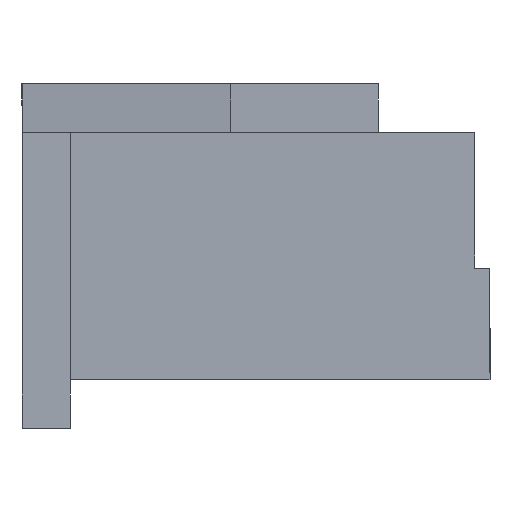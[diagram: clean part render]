
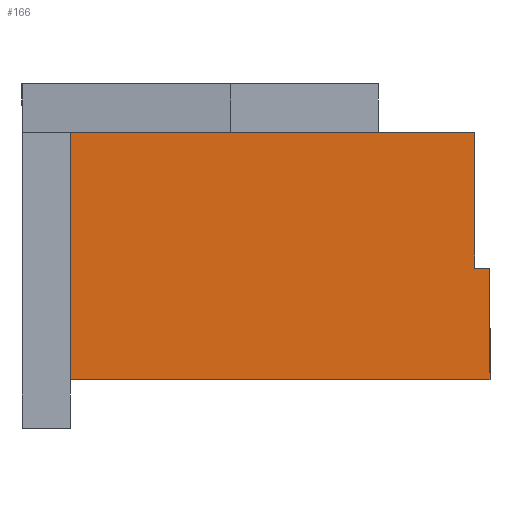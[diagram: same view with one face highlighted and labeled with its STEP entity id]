
A CAD part, left-side view. The second image highlights one B-rep face of the part: STEP entity #166.
In plain terms, the highlighted planar face has unit normal (-1, 0, 0).
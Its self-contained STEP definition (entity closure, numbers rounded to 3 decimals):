
#45 = EDGE_CURVE ( 'NONE', #635, #47, #911, .T. ) ;
#46 = EDGE_CURVE ( 'NONE', #48, #47, #971, .T. ) ;
#47 = VERTEX_POINT ( 'NONE', #967 ) ;
#48 = VERTEX_POINT ( 'NONE', #966 ) ;
#50 = ORIENTED_EDGE ( 'NONE', *, *, #46, .F. ) ;
#52 = VERTEX_POINT ( 'NONE', #961 ) ;
#53 = ORIENTED_EDGE ( 'NONE', *, *, #58, .F. ) ;
#54 = EDGE_CURVE ( 'NONE', #638, #61, #960, .T. ) ;
#57 = ORIENTED_EDGE ( 'NONE', *, *, #45, .T. ) ;
#58 = EDGE_CURVE ( 'NONE', #61, #52, #955, .T. ) ;
#61 = VERTEX_POINT ( 'NONE', #942 ) ;
#63 = ORIENTED_EDGE ( 'NONE', *, *, #54, .F. ) ;
#64 = ORIENTED_EDGE ( 'NONE', *, *, #637, .T. ) ;
#162 = ORIENTED_EDGE ( 'NONE', *, *, #164, .F. ) ;
#164 = EDGE_CURVE ( 'NONE', #52, #48, #1120, .T. ) ;
#165 = EDGE_LOOP ( 'NONE', ( #162, #53, #63, #64, #57, #50 ) ) ;
#166 = ADVANCED_FACE ( 'NONE', ( #1111 ), #1110, .T. ) ;
#635 = VERTEX_POINT ( 'NONE', #1851 ) ;
#637 = EDGE_CURVE ( 'NONE', #638, #635, #1850, .T. ) ;
#638 = VERTEX_POINT ( 'NONE', #1846 ) ;
#908 = DIRECTION ( 'NONE',  ( 0., 0., 1. ) ) ;
#909 = VECTOR ( 'NONE', #908, 1000. ) ;
#910 = CARTESIAN_POINT ( 'NONE',  ( -4.1, -3.875, 0.8 ) ) ;
#911 = LINE ( 'NONE', #910, #909 ) ;
#942 = CARTESIAN_POINT ( 'NONE',  ( -4.1, 3.075, 4.9 ) ) ;
#952 = DIRECTION ( 'NONE',  ( 0., -1., 0. ) ) ;
#953 = VECTOR ( 'NONE', #952, 1000. ) ;
#954 = CARTESIAN_POINT ( 'NONE',  ( -4.1, 3.875, 4.9 ) ) ;
#955 = LINE ( 'NONE', #954, #953 ) ;
#957 = DIRECTION ( 'NONE',  ( 0., 0., 1. ) ) ;
#958 = VECTOR ( 'NONE', #957, 1000. ) ;
#959 = CARTESIAN_POINT ( 'NONE',  ( -4.1, 3.075, 0.8 ) ) ;
#960 = LINE ( 'NONE', #959, #958 ) ;
#961 = CARTESIAN_POINT ( 'NONE',  ( -4.1, -3.625, 4.9 ) ) ;
#966 = CARTESIAN_POINT ( 'NONE',  ( -4.1, -3.625, 2.65 ) ) ;
#967 = CARTESIAN_POINT ( 'NONE',  ( -4.1, -3.875, 2.65 ) ) ;
#968 = DIRECTION ( 'NONE',  ( 0., -1., 0. ) ) ;
#969 = VECTOR ( 'NONE', #968, 1000. ) ;
#970 = CARTESIAN_POINT ( 'NONE',  ( -4.1, 3.875, 2.65 ) ) ;
#971 = LINE ( 'NONE', #970, #969 ) ;
#1106 = DIRECTION ( 'NONE',  ( 0., 0., 1. ) ) ;
#1107 = DIRECTION ( 'NONE',  ( -1., 0., 0. ) ) ;
#1108 = CARTESIAN_POINT ( 'NONE',  ( -4.1, 3.875, 0.8 ) ) ;
#1109 = AXIS2_PLACEMENT_3D ( 'NONE', #1108, #1107, #1106 ) ;
#1110 = PLANE ( 'NONE',  #1109 ) ;
#1111 = FACE_OUTER_BOUND ( 'NONE', #165, .T. ) ;
#1112 = DIRECTION ( 'NONE',  ( 0., 0., -1. ) ) ;
#1113 = VECTOR ( 'NONE', #1112, 1000. ) ;
#1114 = CARTESIAN_POINT ( 'NONE',  ( -4.1, -3.625, 0.8 ) ) ;
#1120 = LINE ( 'NONE', #1114, #1113 ) ;
#1846 = CARTESIAN_POINT ( 'NONE',  ( -4.1, 3.075, 0.8 ) ) ;
#1847 = DIRECTION ( 'NONE',  ( 0., -1., 0. ) ) ;
#1848 = VECTOR ( 'NONE', #1847, 1000. ) ;
#1849 = CARTESIAN_POINT ( 'NONE',  ( -4.1, 3.875, 0.8 ) ) ;
#1850 = LINE ( 'NONE', #1849, #1848 ) ;
#1851 = CARTESIAN_POINT ( 'NONE',  ( -4.1, -3.875, 0.8 ) ) ;
